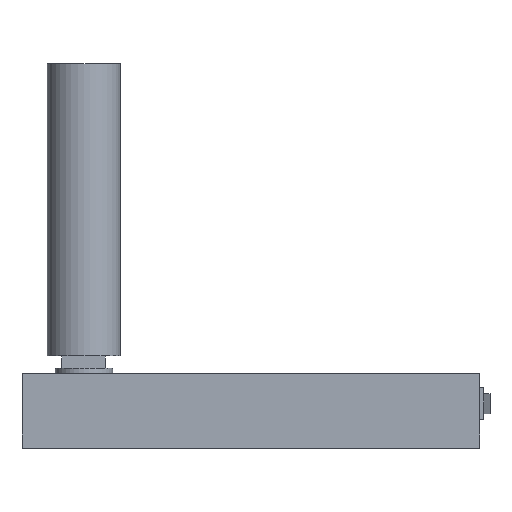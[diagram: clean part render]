
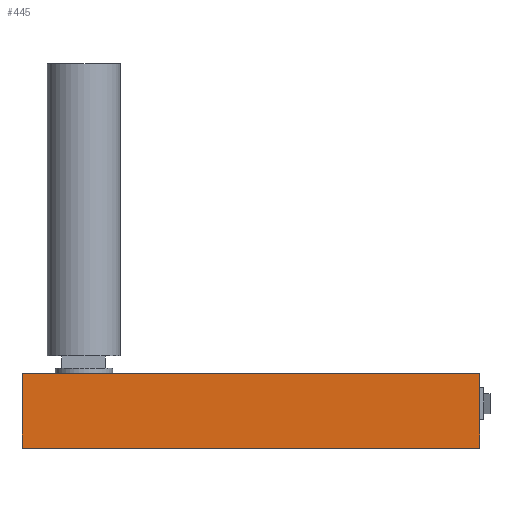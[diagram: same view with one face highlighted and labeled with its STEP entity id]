
A CAD part, front view. The second image highlights one B-rep face of the part: STEP entity #445.
In plain terms, the highlighted planar face has unit normal (0, -1, 0).
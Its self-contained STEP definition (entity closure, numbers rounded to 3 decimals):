
#44=PLANE('',#502);
#71=FACE_OUTER_BOUND('',#104,.T.);
#104=EDGE_LOOP('',(#408,#409,#410,#411));
#143=LINE('',#747,#191);
#147=LINE('',#755,#195);
#153=LINE('',#766,#201);
#154=LINE('',#768,#202);
#191=VECTOR('',#600,10.);
#195=VECTOR('',#606,10.);
#201=VECTOR('',#616,10.);
#202=VECTOR('',#619,10.);
#241=VERTEX_POINT('',#745);
#242=VERTEX_POINT('',#746);
#245=VERTEX_POINT('',#754);
#248=VERTEX_POINT('',#764);
#293=EDGE_CURVE('',#241,#242,#143,.T.);
#297=EDGE_CURVE('',#245,#242,#147,.T.);
#303=EDGE_CURVE('',#241,#248,#153,.T.);
#304=EDGE_CURVE('',#245,#248,#154,.T.);
#408=ORIENTED_EDGE('',*,*,#303,.T.);
#409=ORIENTED_EDGE('',*,*,#304,.F.);
#410=ORIENTED_EDGE('',*,*,#297,.T.);
#411=ORIENTED_EDGE('',*,*,#293,.F.);
#445=ADVANCED_FACE('',(#71),#44,.T.);
#502=AXIS2_PLACEMENT_3D('',#767,#617,#618);
#600=DIRECTION('',(-1.,0.,0.));
#606=DIRECTION('',(0.,0.,-1.));
#616=DIRECTION('',(0.,0.,1.));
#617=DIRECTION('center_axis',(0.,-1.,0.));
#618=DIRECTION('ref_axis',(1.,0.,0.));
#619=DIRECTION('',(1.,0.,0.));
#745=CARTESIAN_POINT('',(219.4,0.,-17.95));
#746=CARTESIAN_POINT('',(0.,0.,-17.95));
#747=CARTESIAN_POINT('',(0.,0.,-17.95));
#754=CARTESIAN_POINT('',(0.,0.,17.95));
#755=CARTESIAN_POINT('',(0.,0.,0.));
#764=CARTESIAN_POINT('',(219.4,0.,17.95));
#766=CARTESIAN_POINT('',(219.4,0.,0.));
#767=CARTESIAN_POINT('Origin',(0.,0.,0.));
#768=CARTESIAN_POINT('',(0.,0.,17.95));
